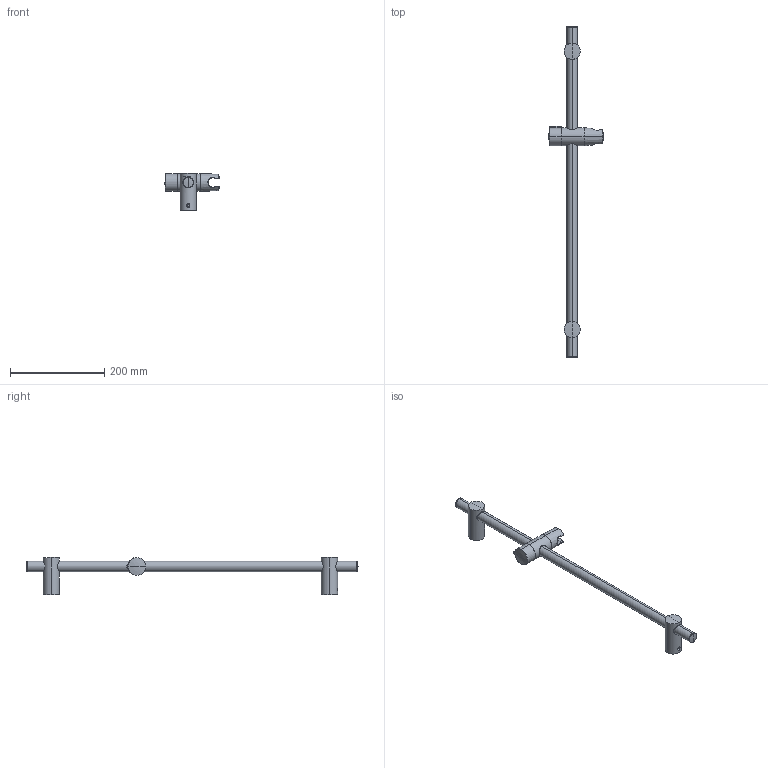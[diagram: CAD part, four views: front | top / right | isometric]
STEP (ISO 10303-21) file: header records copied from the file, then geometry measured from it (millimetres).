
FILE_DESCRIPTION (( 'STEP AP203' ), '1' );
FILE_NAME ('99Z309024.STEP', '2023-11-02T08:07:33', ( '' ), ( '' ), 'SwSTEP 2.0', 'SolidWorks 2021', '' );
FILE_SCHEMA (( 'CONFIG_CONTROL_DESIGN' ));
Length unit declared in the file: millimetre
Products named in the file (1): 99Z309024
Bounding box: 115.3 x 705 x 79 mm (x, y, z)
Volume: 408958.1 mm3; surface area: 99239.1 mm2
Topology: 4 solids, 4 shells, 142 faces, 356 edges, 222 vertices
Faces by surface type: cylinder 51, bspline 39, plane 30, cone 9, torus 7, sphere 6
Entity records: 8872 total; most frequent: CARTESIAN_POINT 5732, ORIENTED_EDGE 692, DIRECTION 549, EDGE_CURVE 346, AXIS2_PLACEMENT_3D 226, VERTEX_POINT 222, EDGE_LOOP 166, FACE_OUTER_BOUND 142
